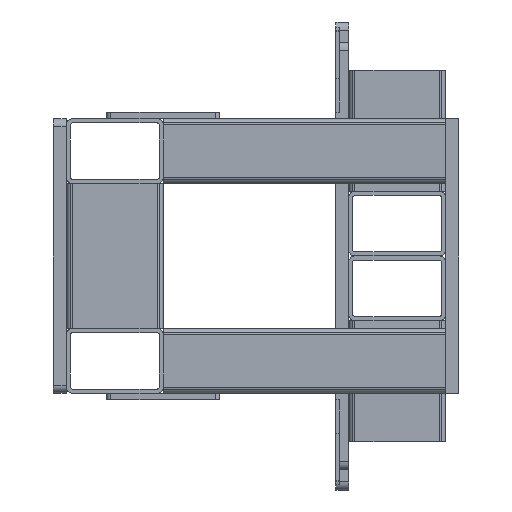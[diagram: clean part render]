
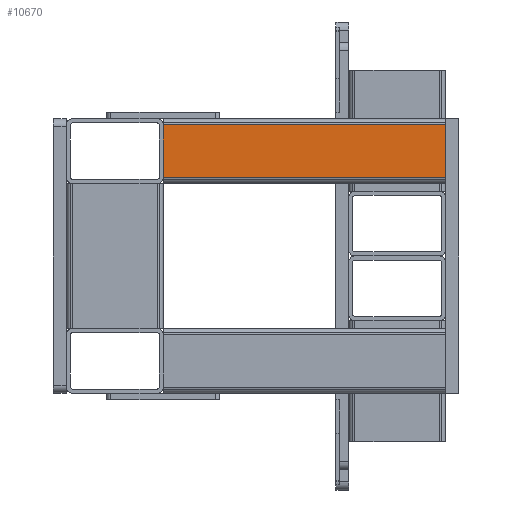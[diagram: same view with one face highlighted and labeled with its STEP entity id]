
A CAD part, left-side view. The second image highlights one B-rep face of the part: STEP entity #10670.
In plain terms, the highlighted face is planar.
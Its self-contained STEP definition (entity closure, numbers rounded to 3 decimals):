
#882 = CARTESIAN_POINT ( 'NONE',  ( 350., -60., 32.5 ) ) ;
#959 = VECTOR ( 'NONE', #1348, 1000. ) ;
#961 = VERTEX_POINT ( 'NONE', #2926 ) ;
#1348 = DIRECTION ( 'NONE',  ( 0., 0., -1. ) ) ;
#1695 = DIRECTION ( 'NONE',  ( -1., 0., 0. ) ) ;
#2598 = DIRECTION ( 'NONE',  ( -1., 0., 0. ) ) ;
#2926 = CARTESIAN_POINT ( 'NONE',  ( 0., -60., 32.5 ) ) ;
#3726 = VERTEX_POINT ( 'NONE', #13169 ) ;
#4971 = VERTEX_POINT ( 'NONE', #14884 ) ;
#6019 = FACE_OUTER_BOUND ( 'NONE', #18637, .T. ) ;
#6383 = VERTEX_POINT ( 'NONE', #24185 ) ;
#6689 = VECTOR ( 'NONE', #16944, 1000. ) ;
#7237 = LINE ( 'NONE', #28212, #30434 ) ;
#8512 = EDGE_CURVE ( 'NONE', #3726, #6383, #20085, .T. ) ;
#10670 = ADVANCED_FACE ( 'NONE', ( #6019 ), #10827, .F. ) ;
#10827 = PLANE ( 'NONE',  #21428 ) ;
#11280 = EDGE_CURVE ( 'NONE', #4971, #3726, #24187, .T. ) ;
#13169 = CARTESIAN_POINT ( 'NONE',  ( 350., -60., -32.5 ) ) ;
#14493 = EDGE_CURVE ( 'NONE', #961, #6383, #25119, .T. ) ;
#14884 = CARTESIAN_POINT ( 'NONE',  ( 350., -60., 32.5 ) ) ;
#15359 = VECTOR ( 'NONE', #1695, 1000. ) ;
#15386 = CARTESIAN_POINT ( 'NONE',  ( 0., -60., 32.5 ) ) ;
#16944 = DIRECTION ( 'NONE',  ( 0., 0., -1. ) ) ;
#18108 = DIRECTION ( 'NONE',  ( 0., 1., 0. ) ) ;
#18273 = ORIENTED_EDGE ( 'NONE', *, *, #27916, .T. ) ;
#18637 = EDGE_LOOP ( 'NONE', ( #24131, #18766, #30377, #18273 ) ) ;
#18766 = ORIENTED_EDGE ( 'NONE', *, *, #8512, .F. ) ;
#20085 = LINE ( 'NONE', #29298, #15359 ) ;
#20259 = CARTESIAN_POINT ( 'NONE',  ( 350., -60., 32.5 ) ) ;
#21428 = AXIS2_PLACEMENT_3D ( 'NONE', #20259, #18108, #27484 ) ;
#24131 = ORIENTED_EDGE ( 'NONE', *, *, #14493, .T. ) ;
#24185 = CARTESIAN_POINT ( 'NONE',  ( 0., -60., -32.5 ) ) ;
#24187 = LINE ( 'NONE', #882, #6689 ) ;
#25119 = LINE ( 'NONE', #15386, #959 ) ;
#27484 = DIRECTION ( 'NONE',  ( 0., 0., 1. ) ) ;
#27916 = EDGE_CURVE ( 'NONE', #4971, #961, #7237, .T. ) ;
#28212 = CARTESIAN_POINT ( 'NONE',  ( 350., -60., 32.5 ) ) ;
#29298 = CARTESIAN_POINT ( 'NONE',  ( 350., -60., -32.5 ) ) ;
#30377 = ORIENTED_EDGE ( 'NONE', *, *, #11280, .F. ) ;
#30434 = VECTOR ( 'NONE', #2598, 1000. ) ;
